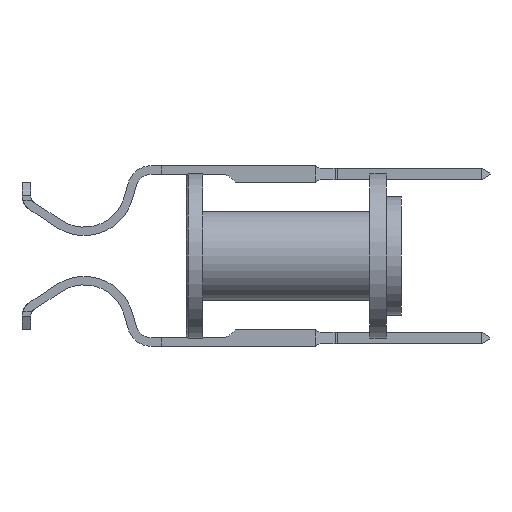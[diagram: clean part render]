
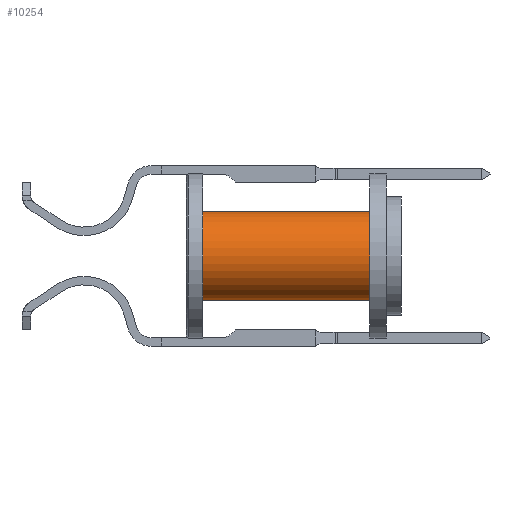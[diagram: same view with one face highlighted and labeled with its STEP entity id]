
A CAD part, left-side view. The second image highlights one B-rep face of the part: STEP entity #10254.
In plain terms, the highlighted cylindrical face has radius 1.727 mm (diameter 3.454 mm), a partial arc.
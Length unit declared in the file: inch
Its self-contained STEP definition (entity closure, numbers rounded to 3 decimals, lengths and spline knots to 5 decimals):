
#128 = LINE ( 'NONE', #12861, #14535 ) ;
#689 = VERTEX_POINT ( 'NONE', #17037 ) ;
#810 = LINE ( 'NONE', #15202, #21681 ) ;
#856 = ORIENTED_EDGE ( 'NONE', *, *, #12957, .T. ) ;
#1739 = VERTEX_POINT ( 'NONE', #19091 ) ;
#1765 = DIRECTION ( 'NONE',  ( 0., 0., -1. ) ) ;
#3193 = EDGE_CURVE ( 'NONE', #689, #17476, #5824, .T. ) ;
#5333 = VERTEX_POINT ( 'NONE', #18626 ) ;
#5824 = CIRCLE ( 'NONE', #22117, 0.068 ) ;
#5852 = AXIS2_PLACEMENT_3D ( 'NONE', #11984, #8661, #21115 ) ;
#8657 = DIRECTION ( 'NONE',  ( 0., 0., 1. ) ) ;
#8661 = DIRECTION ( 'NONE',  ( 0., 1., 0. ) ) ;
#8781 = DIRECTION ( 'NONE',  ( 0., -1., 0. ) ) ;
#10254 = ADVANCED_FACE ( 'NONE', ( #12573 ), #18039, .T. ) ;
#11984 = CARTESIAN_POINT ( 'NONE',  ( 0., 0.025, 0. ) ) ;
#12573 = FACE_OUTER_BOUND ( 'NONE', #23352, .T. ) ;
#12861 = CARTESIAN_POINT ( 'NONE',  ( 0., 0.328, -0.068 ) ) ;
#12901 = ORIENTED_EDGE ( 'NONE', *, *, #14451, .F. ) ;
#12957 = EDGE_CURVE ( 'NONE', #689, #5333, #810, .T. ) ;
#14451 = EDGE_CURVE ( 'NONE', #17476, #1739, #128, .T. ) ;
#14535 = VECTOR ( 'NONE', #20094, 39.37008 ) ;
#15202 = CARTESIAN_POINT ( 'NONE',  ( 0., 0.328, 0.068 ) ) ;
#16008 = EDGE_CURVE ( 'NONE', #5333, #1739, #16111, .T. ) ;
#16111 = CIRCLE ( 'NONE', #5852, 0.068 ) ;
#16139 = CARTESIAN_POINT ( 'NONE',  ( 0., 0.28, 0. ) ) ;
#16748 = DIRECTION ( 'NONE',  ( 0., -1., 0. ) ) ;
#17037 = CARTESIAN_POINT ( 'NONE',  ( 0., 0.28, 0.068 ) ) ;
#17476 = VERTEX_POINT ( 'NONE', #20152 ) ;
#17564 = ORIENTED_EDGE ( 'NONE', *, *, #16008, .T. ) ;
#17815 = CARTESIAN_POINT ( 'NONE',  ( 0., 0.328, 0. ) ) ;
#18039 = CYLINDRICAL_SURFACE ( 'NONE', #20511, 0.068 ) ;
#18626 = CARTESIAN_POINT ( 'NONE',  ( 0., 0.025, 0.068 ) ) ;
#19091 = CARTESIAN_POINT ( 'NONE',  ( 0., 0.025, -0.068 ) ) ;
#20094 = DIRECTION ( 'NONE',  ( 0., -1., 0. ) ) ;
#20152 = CARTESIAN_POINT ( 'NONE',  ( 0., 0.28, -0.068 ) ) ;
#20511 = AXIS2_PLACEMENT_3D ( 'NONE', #17815, #8781, #1765 ) ;
#21115 = DIRECTION ( 'NONE',  ( 0., 0., 1. ) ) ;
#21681 = VECTOR ( 'NONE', #16748, 39.37008 ) ;
#22117 = AXIS2_PLACEMENT_3D ( 'NONE', #16139, #23340, #8657 ) ;
#23239 = ORIENTED_EDGE ( 'NONE', *, *, #3193, .F. ) ;
#23340 = DIRECTION ( 'NONE',  ( 0., 1., 0. ) ) ;
#23352 = EDGE_LOOP ( 'NONE', ( #23239, #856, #17564, #12901 ) ) ;
